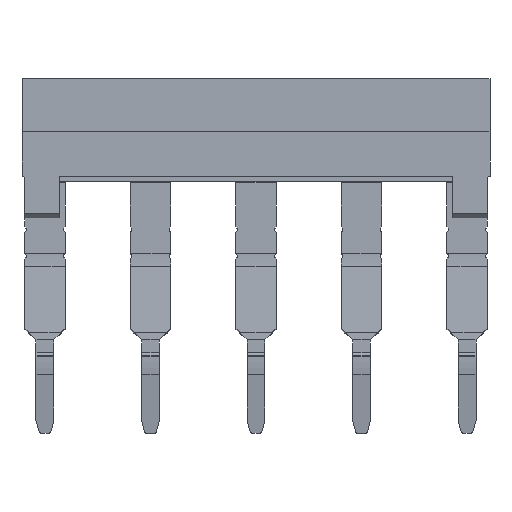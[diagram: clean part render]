
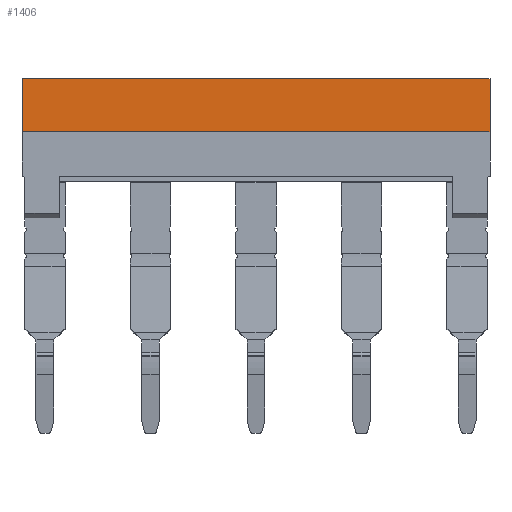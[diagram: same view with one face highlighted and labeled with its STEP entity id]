
A CAD part, front view. The second image highlights one B-rep face of the part: STEP entity #1406.
In plain terms, the highlighted planar face has unit normal (0, -1, 0).
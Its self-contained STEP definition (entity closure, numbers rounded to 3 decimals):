
#1393=AXIS2_PLACEMENT_3D('Plane Axis2P3D',#1390,#1391,#1392) ;
#1264=CARTESIAN_POINT('Vertex',(0.,0.,21.022)) ;
#1267=CARTESIAN_POINT('Line Origine',(0.,0.,22.872)) ;
#1271=CARTESIAN_POINT('Vertex',(0.,0.,24.722)) ;
#1308=CARTESIAN_POINT('Vertex',(32.6,0.,21.022)) ;
#1311=CARTESIAN_POINT('Line Origine',(16.3,0.,21.022)) ;
#1375=CARTESIAN_POINT('Vertex',(32.6,0.,24.722)) ;
#1378=CARTESIAN_POINT('Line Origine',(16.3,0.,24.722)) ;
#1390=CARTESIAN_POINT('Axis2P3D Location',(82.45,0.,21.222)) ;
#1395=CARTESIAN_POINT('Line Origine',(32.6,0.,22.872)) ;
#1268=DIRECTION('Vector Direction',(0.,0.,1.)) ;
#1312=DIRECTION('Vector Direction',(-1.,0.,0.)) ;
#1379=DIRECTION('Vector Direction',(-1.,0.,0.)) ;
#1391=DIRECTION('Axis2P3D Direction',(0.,1.,0.)) ;
#1392=DIRECTION('Axis2P3D XDirection',(0.,0.,1.)) ;
#1396=DIRECTION('Vector Direction',(0.,0.,-1.)) ;
#1269=VECTOR('Line Direction',#1268,1.) ;
#1313=VECTOR('Line Direction',#1312,1.) ;
#1380=VECTOR('Line Direction',#1379,1.) ;
#1397=VECTOR('Line Direction',#1396,1.) ;
#1401=ORIENTED_EDGE('',*,*,#1399,.F.) ;
#1402=ORIENTED_EDGE('',*,*,#1382,.T.) ;
#1403=ORIENTED_EDGE('',*,*,#1273,.F.) ;
#1404=ORIENTED_EDGE('',*,*,#1315,.F.) ;
#1406=ADVANCED_FACE('68405_HDC_MXCC_4X_02.1\\HDC_MXCC_4X_12_KOTR.1\\K\X2\00F6\X0\rper.20',(#1405),#1394,.F.) ;
#1273=EDGE_CURVE('',#1265,#1272,#1270,.T.) ;
#1315=EDGE_CURVE('',#1309,#1265,#1314,.T.) ;
#1382=EDGE_CURVE('',#1376,#1272,#1381,.T.) ;
#1399=EDGE_CURVE('',#1376,#1309,#1398,.T.) ;
#1400=EDGE_LOOP('',(#1401,#1402,#1403,#1404)) ;
#1405=FACE_OUTER_BOUND('',#1400,.T.) ;
#1270=LINE('Line',#1267,#1269) ;
#1314=LINE('Line',#1311,#1313) ;
#1381=LINE('Line',#1378,#1380) ;
#1398=LINE('Line',#1395,#1397) ;
#1394=PLANE('',#1393) ;
#1265=VERTEX_POINT('',#1264) ;
#1272=VERTEX_POINT('',#1271) ;
#1309=VERTEX_POINT('',#1308) ;
#1376=VERTEX_POINT('',#1375) ;
